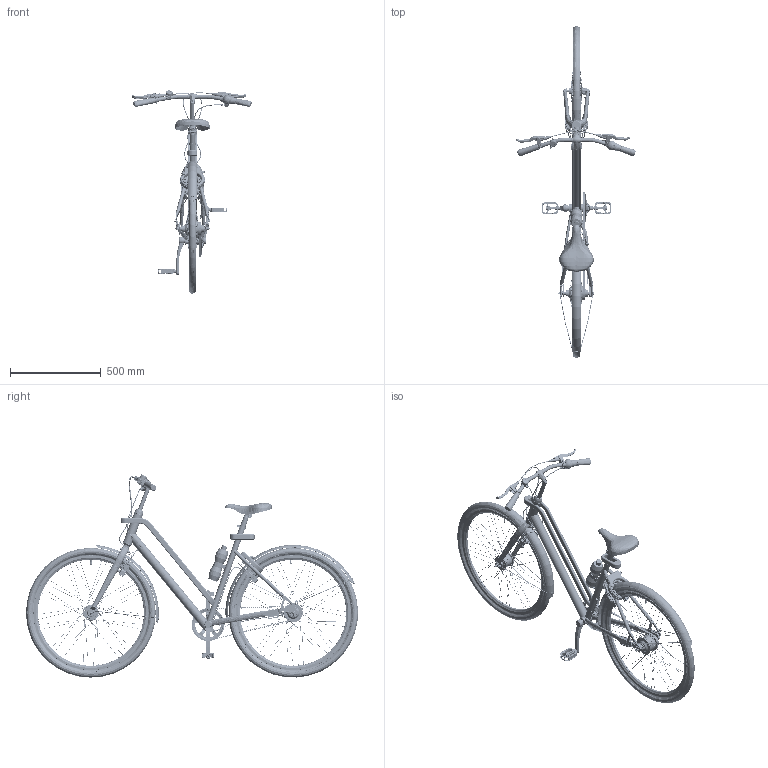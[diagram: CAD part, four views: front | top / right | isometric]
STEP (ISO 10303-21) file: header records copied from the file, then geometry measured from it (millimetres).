
FILE_DESCRIPTION(('FreeCAD Model'),'2;1');
FILE_NAME('Open CASCADE Shape Model','2025-05-01T09:06:47',('FreeCAD'),( 'FreeCAD'),'Open CASCADE STEP processor 7.6','FreeCAD','Unknown');
FILE_SCHEMA(('AUTOMOTIVE_DESIGN { 1 0 10303 214 1 1 1 1 }'));
Products named in the file (1): Open CASCADE STEP translator 7.6 1
Bounding box: 658.35 x 1832.46 x 1121.85 mm (x, y, z)
Volume: 4506018.3 mm3; surface area: 4392695.4 mm2
Topology: 301 solids, 304 shells, 13375 faces, 33428 edges, 20533 vertices
Faces by surface type: plane 4804, cylinder 4634, torus 2153, bspline 946, cone 429, sphere 301, revolution 108
Full cylindrical faces by diameter (mm): 1.5 x72, 2.3 x6, 2.5 x4, 2.9 x5, 3 x75, 3.5 x76, 4 x82, 4.2 x8, 4.3 x1, 4.5 x8, 4.6 x11, 4.8 x8, 4.917 x1, 5 x47, 5.2 x2, 5.5 x4, 6 x34, 6.2 x2, 6.5 x4, 6.647 x1, 6.8 x4, 7 x24, 7.6 x6, 8 x34, 8.4 x12, 9 x2, 9.2 x1, 9.6 x9, 10 x35, 10.2 x2
Entity records: 481628 total; most frequent: CARTESIAN_POINT 168874, ORIENTED_EDGE 66128, DIRECTION 65639, EDGE_CURVE 33064, AXIS2_PLACEMENT_3D 26848, VERTEX_POINT 20533, FACE_BOUND 14469, EDGE_LOOP 14469
